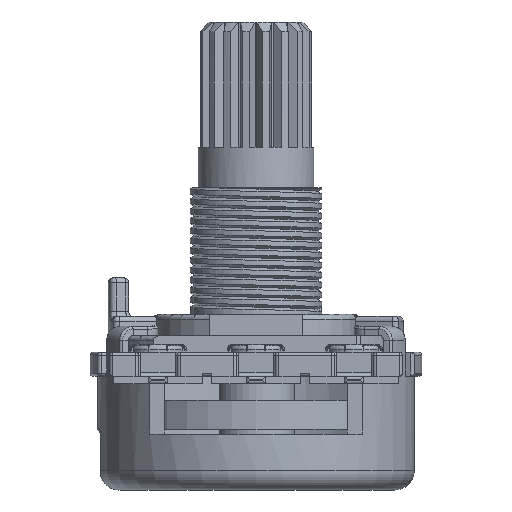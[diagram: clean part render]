
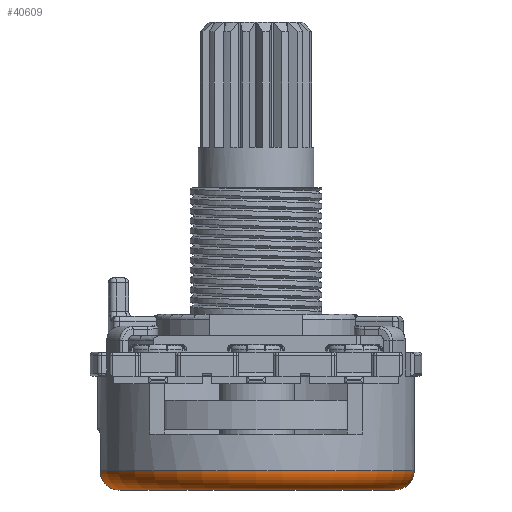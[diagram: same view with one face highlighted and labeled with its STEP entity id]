
A CAD part, front view. The second image highlights one B-rep face of the part: STEP entity #40609.
In plain terms, the highlighted toroidal (fillet/blend) face has major radius 7.2 mm and minor radius 1 mm.
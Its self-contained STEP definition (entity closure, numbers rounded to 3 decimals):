
#255 = CARTESIAN_POINT ( 'NONE',  ( 0., 0., -6.52 ) ) ;
#402 = CARTESIAN_POINT ( 'NONE',  ( -7.228, 1.229, -6.52 ) ) ;
#608 = CARTESIAN_POINT ( 'NONE',  ( -7.099, -1.202, -6.52 ) ) ;
#883 = CIRCLE ( 'NONE', #36643, 7.2 ) ;
#919 = CARTESIAN_POINT ( 'NONE',  ( -8.079, -1.403, -5.52 ) ) ;
#940 = VERTEX_POINT ( 'NONE', #919 ) ;
#1156 = ORIENTED_EDGE ( 'NONE', *, *, #38935, .T. ) ;
#2342 = CARTESIAN_POINT ( 'NONE',  ( -7.099, -1.202, -6.52 ) ) ;
#3010 = ORIENTED_EDGE ( 'NONE', *, *, #35512, .F. ) ;
#3809 = CARTESIAN_POINT ( 'NONE',  ( -7.883, -1.363, -6.135 ) ) ;
#4018 = CARTESIAN_POINT ( 'NONE',  ( -8.079, 1.403, -5.784 ) ) ;
#5390 = CARTESIAN_POINT ( 'NONE',  ( -8.079, 1.403, -5.52 ) ) ;
#6723 = CARTESIAN_POINT ( 'NONE',  ( -8.079, 1.403, -5.52 ) ) ;
#6726 = CARTESIAN_POINT ( 'NONE',  ( -7.358, -1.255, -6.52 ) ) ;
#6953 = CARTESIAN_POINT ( 'NONE',  ( -7.099, 1.202, -6.52 ) ) ;
#7059 = CARTESIAN_POINT ( 'NONE',  ( -7.099, 1.202, -6.52 ) ) ;
#9927 = EDGE_CURVE ( 'NONE', #35956, #24464, #883, .T. ) ;
#10153 = CARTESIAN_POINT ( 'NONE',  ( -7.593, 1.303, -6.394 ) ) ;
#10375 = CARTESIAN_POINT ( 'NONE',  ( -7.612, -1.307, -6.411 ) ) ;
#10798 = CARTESIAN_POINT ( 'NONE',  ( -7.355, 1.255, -6.494 ) ) ;
#13225 = DIRECTION ( 'NONE',  ( -1., 0., 0. ) ) ;
#14162 = ORIENTED_EDGE ( 'NONE', *, *, #24893, .T. ) ;
#16428 = B_SPLINE_CURVE_WITH_KNOTS ( 'NONE', 3,
 ( #6953, #402, #10798, #10153, #32312, #19681, #4018, #6723 ),
 .UNSPECIFIED., .F., .F.,
 ( 4, 2, 2, 4 ),
 ( 0., 0., 0.001, 0.002 ),
 .UNSPECIFIED. ) ;
#16854 = CIRCLE ( 'NONE', #19529, 8.2 ) ;
#19529 = AXIS2_PLACEMENT_3D ( 'NONE', #38174, #41701, #41087 ) ;
#19681 = CARTESIAN_POINT ( 'NONE',  ( -7.973, 1.381, -6.043 ) ) ;
#22291 = B_SPLINE_CURVE_WITH_KNOTS ( 'NONE', 3,
 ( #39241, #38632, #26400, #32530, #3809, #10375, #6726, #608 ),
 .UNSPECIFIED., .F., .F.,
 ( 4, 2, 2, 4 ),
 ( 0., 0., 0.001, 0.002 ),
 .UNSPECIFIED. ) ;
#24236 = EDGE_CURVE ( 'NONE', #940, #38137, #27035, .T. ) ;
#24464 = VERTEX_POINT ( 'NONE', #2342 ) ;
#24893 = EDGE_CURVE ( 'NONE', #35956, #29959, #16428, .T. ) ;
#25262 = DIRECTION ( 'NONE',  ( 0., 0., 1. ) ) ;
#25429 = DIRECTION ( 'NONE',  ( 0., 0., -1. ) ) ;
#26083 = CARTESIAN_POINT ( 'NONE',  ( 0., 0., -5.52 ) ) ;
#26256 = DIRECTION ( 'NONE',  ( 0., 0., -1. ) ) ;
#26400 = CARTESIAN_POINT ( 'NONE',  ( -8.054, -1.398, -5.782 ) ) ;
#27035 = CIRCLE ( 'NONE', #41113, 8.2 ) ;
#28148 = CARTESIAN_POINT ( 'NONE',  ( 0., 0., -5.52 ) ) ;
#28407 = DIRECTION ( 'NONE',  ( -1., 0., 0. ) ) ;
#29018 = AXIS2_PLACEMENT_3D ( 'NONE', #28148, #25429, #31956 ) ;
#29959 = VERTEX_POINT ( 'NONE', #5390 ) ;
#31060 = TOROIDAL_SURFACE ( 'NONE', #29018, 7.2, 1. ) ;
#31313 = FACE_OUTER_BOUND ( 'NONE', #37397, .T. ) ;
#31956 = DIRECTION ( 'NONE',  ( -1., 0., 0. ) ) ;
#32312 = CARTESIAN_POINT ( 'NONE',  ( -7.701, 1.325, -6.32 ) ) ;
#32530 = CARTESIAN_POINT ( 'NONE',  ( -7.955, -1.377, -6.024 ) ) ;
#33551 = CARTESIAN_POINT ( 'NONE',  ( 8.2, 0., -5.52 ) ) ;
#35512 = EDGE_CURVE ( 'NONE', #38137, #29959, #16854, .T. ) ;
#35568 = ORIENTED_EDGE ( 'NONE', *, *, #24236, .F. ) ;
#35956 = VERTEX_POINT ( 'NONE', #7059 ) ;
#36643 = AXIS2_PLACEMENT_3D ( 'NONE', #255, #26256, #13225 ) ;
#37397 = EDGE_LOOP ( 'NONE', ( #41198, #14162, #3010, #35568, #1156 ) ) ;
#38137 = VERTEX_POINT ( 'NONE', #33551 ) ;
#38174 = CARTESIAN_POINT ( 'NONE',  ( 0., 0., -5.52 ) ) ;
#38632 = CARTESIAN_POINT ( 'NONE',  ( -8.079, -1.403, -5.652 ) ) ;
#38935 = EDGE_CURVE ( 'NONE', #940, #24464, #22291, .T. ) ;
#39241 = CARTESIAN_POINT ( 'NONE',  ( -8.079, -1.403, -5.52 ) ) ;
#40609 = ADVANCED_FACE ( 'NONE', ( #31313 ), #31060, .T. ) ;
#41087 = DIRECTION ( 'NONE',  ( -1., 0., 0. ) ) ;
#41113 = AXIS2_PLACEMENT_3D ( 'NONE', #26083, #25262, #28407 ) ;
#41198 = ORIENTED_EDGE ( 'NONE', *, *, #9927, .F. ) ;
#41701 = DIRECTION ( 'NONE',  ( 0., 0., 1. ) ) ;
